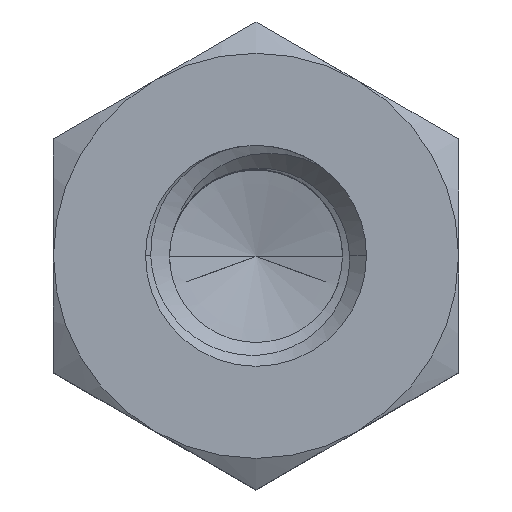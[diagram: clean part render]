
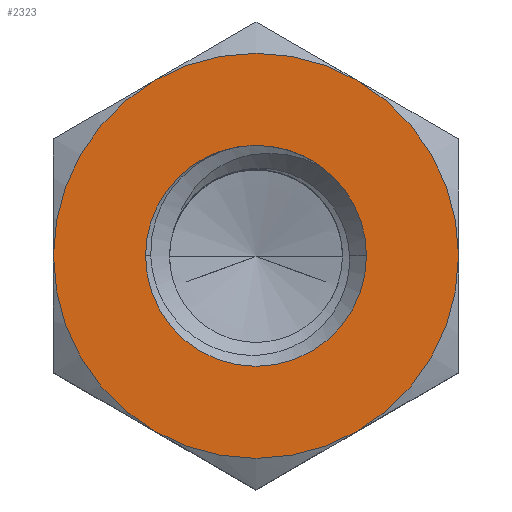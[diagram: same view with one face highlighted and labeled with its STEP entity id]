
A CAD part, top view. The second image highlights one B-rep face of the part: STEP entity #2323.
In plain terms, the highlighted planar face has unit normal (0, 0, 1).
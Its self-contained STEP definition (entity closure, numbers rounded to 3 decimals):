
#6 = EDGE_CURVE ( 'NONE', #2711, #2314, #1577, .T. ) ;
#19 = DIRECTION ( 'NONE',  ( 0., 0., 1. ) ) ;
#78 = DIRECTION ( 'NONE',  ( 0., 0., -1. ) ) ;
#142 = CIRCLE ( 'NONE', #2456, 2.75 ) ;
#155 = CARTESIAN_POINT ( 'NONE',  ( 0., 0., 0. ) ) ;
#174 = CARTESIAN_POINT ( 'NONE',  ( 0., 0., 0. ) ) ;
#181 = DIRECTION ( 'NONE',  ( 0., 0., 1. ) ) ;
#195 = FACE_OUTER_BOUND ( 'NONE', #746, .T. ) ;
#261 = VERTEX_POINT ( 'NONE', #2296 ) ;
#303 = ORIENTED_EDGE ( 'NONE', *, *, #3845, .T. ) ;
#307 = EDGE_CURVE ( 'NONE', #2792, #1374, #636, .T. ) ;
#328 = AXIS2_PLACEMENT_3D ( 'NONE', #3443, #78, #2545 ) ;
#339 = CIRCLE ( 'NONE', #2995, 2.75 ) ;
#447 = AXIS2_PLACEMENT_3D ( 'NONE', #930, #2459, #634 ) ;
#452 = CARTESIAN_POINT ( 'NONE',  ( 0.876, 1.218, 0. ) ) ;
#496 = CARTESIAN_POINT ( 'NONE',  ( -1.5, 0., 0. ) ) ;
#501 = ORIENTED_EDGE ( 'NONE', *, *, #2867, .T. ) ;
#517 = DIRECTION ( 'NONE',  ( 1., 0., 0. ) ) ;
#570 = DIRECTION ( 'NONE',  ( 1., 0., 0. ) ) ;
#618 = CARTESIAN_POINT ( 'NONE',  ( -1.375, 2.382, 0. ) ) ;
#634 = DIRECTION ( 'NONE',  ( 1., 0., 0. ) ) ;
#633 = DIRECTION ( 'NONE',  ( 1., 0., 0. ) ) ;
#636 = CIRCLE ( 'NONE', #2239, 2.75 ) ;
#746 = EDGE_LOOP ( 'NONE', ( #990, #3331, #303, #1181, #2630, #2402 ) ) ;
#784 = DIRECTION ( 'NONE',  ( 1., 0., 0. ) ) ;
#862 = EDGE_CURVE ( 'NONE', #3884, #2314, #1809, .T. ) ;
#874 = DIRECTION ( 'NONE',  ( 0., 0., -1. ) ) ;
#930 = CARTESIAN_POINT ( 'NONE',  ( 0., 0., 0. ) ) ;
#983 = VERTEX_POINT ( 'NONE', #3420 ) ;
#990 = ORIENTED_EDGE ( 'NONE', *, *, #1637, .T. ) ;
#1123 = CARTESIAN_POINT ( 'NONE',  ( 0., 0., 0. ) ) ;
#1154 = DIRECTION ( 'NONE',  ( 1., 0., 0. ) ) ;
#1162 = CIRCLE ( 'NONE', #328, 1.5 ) ;
#1181 = ORIENTED_EDGE ( 'NONE', *, *, #307, .T. ) ;
#1187 = DIRECTION ( 'NONE',  ( 1., 0., 0. ) ) ;
#1374 = VERTEX_POINT ( 'NONE', #2801 ) ;
#1456 = PLANE ( 'NONE',  #3066 ) ;
#1471 = AXIS2_PLACEMENT_3D ( 'NONE', #3703, #2721, #570 ) ;
#1577 = CIRCLE ( 'NONE', #2173, 1.5 ) ;
#1609 = FACE_BOUND ( 'NONE', #2244, .T. ) ;
#1637 = EDGE_CURVE ( 'NONE', #2074, #261, #142, .T. ) ;
#1643 = AXIS2_PLACEMENT_3D ( 'NONE', #3135, #3445, #633 ) ;
#1715 = ORIENTED_EDGE ( 'NONE', *, *, #862, .F. ) ;
#1776 = EDGE_CURVE ( 'NONE', #983, #2074, #2764, .T. ) ;
#1809 = CIRCLE ( 'NONE', #1471, 1.5 ) ;
#1843 = EDGE_CURVE ( 'NONE', #261, #3162, #3478, .T. ) ;
#1866 = CARTESIAN_POINT ( 'NONE',  ( 0., 0., 0. ) ) ;
#1909 = CARTESIAN_POINT ( 'NONE',  ( 1.375, -2.382, 0. ) ) ;
#2072 = DIRECTION ( 'NONE',  ( 0., 0., 1. ) ) ;
#2074 = VERTEX_POINT ( 'NONE', #1909 ) ;
#2081 = AXIS2_PLACEMENT_3D ( 'NONE', #1866, #19, #2175 ) ;
#2108 = DIRECTION ( 'NONE',  ( 1., 0., 0. ) ) ;
#2173 = AXIS2_PLACEMENT_3D ( 'NONE', #2390, #874, #1154 ) ;
#2175 = DIRECTION ( 'NONE',  ( 1., 0., 0. ) ) ;
#2229 = ORIENTED_EDGE ( 'NONE', *, *, #2468, .T. ) ;
#2239 = AXIS2_PLACEMENT_3D ( 'NONE', #1123, #2072, #517 ) ;
#2244 = EDGE_LOOP ( 'NONE', ( #1715, #2229, #501, #2613 ) ) ;
#2296 = CARTESIAN_POINT ( 'NONE',  ( 2.75, 0., 0. ) ) ;
#2314 = VERTEX_POINT ( 'NONE', #3995 ) ;
#2323 = ADVANCED_FACE ( 'NONE', ( #1609, #195 ), #1456, .T. ) ;
#2390 = CARTESIAN_POINT ( 'NONE',  ( 0., 0., 0. ) ) ;
#2395 = EDGE_CURVE ( 'NONE', #1374, #983, #3695, .T. ) ;
#2402 = ORIENTED_EDGE ( 'NONE', *, *, #1776, .T. ) ;
#2456 = AXIS2_PLACEMENT_3D ( 'NONE', #155, #181, #2658 ) ;
#2459 = DIRECTION ( 'NONE',  ( 0., 0., 1. ) ) ;
#2468 = EDGE_CURVE ( 'NONE', #3884, #2652, #1162, .T. ) ;
#2545 = DIRECTION ( 'NONE',  ( 1., 0., 0. ) ) ;
#2602 = AXIS2_PLACEMENT_3D ( 'NONE', #3016, #3339, #1187 ) ;
#2613 = ORIENTED_EDGE ( 'NONE', *, *, #6, .T. ) ;
#2630 = ORIENTED_EDGE ( 'NONE', *, *, #2395, .T. ) ;
#2652 = VERTEX_POINT ( 'NONE', #3201 ) ;
#2658 = DIRECTION ( 'NONE',  ( 1., 0., 0. ) ) ;
#2711 = VERTEX_POINT ( 'NONE', #496 ) ;
#2721 = DIRECTION ( 'NONE',  ( 0., 0., 1. ) ) ;
#2764 = CIRCLE ( 'NONE', #2602, 2.75 ) ;
#2792 = VERTEX_POINT ( 'NONE', #618 ) ;
#2801 = CARTESIAN_POINT ( 'NONE',  ( -2.75, 0., 0. ) ) ;
#2849 = CARTESIAN_POINT ( 'NONE',  ( 1.375, 2.382, 0. ) ) ;
#2859 = CIRCLE ( 'NONE', #1643, 1.5 ) ;
#2867 = EDGE_CURVE ( 'NONE', #2652, #2711, #2859, .T. ) ;
#2995 = AXIS2_PLACEMENT_3D ( 'NONE', #174, #3242, #784 ) ;
#3016 = CARTESIAN_POINT ( 'NONE',  ( 0., 0., 0. ) ) ;
#3039 = DIRECTION ( 'NONE',  ( 0., 0., 1. ) ) ;
#3066 = AXIS2_PLACEMENT_3D ( 'NONE', #3330, #3039, #2108 ) ;
#3135 = CARTESIAN_POINT ( 'NONE',  ( 0., 0., 0. ) ) ;
#3162 = VERTEX_POINT ( 'NONE', #2849 ) ;
#3201 = CARTESIAN_POINT ( 'NONE',  ( 1.5, 0., 0. ) ) ;
#3242 = DIRECTION ( 'NONE',  ( 0., 0., 1. ) ) ;
#3330 = CARTESIAN_POINT ( 'NONE',  ( 0., 3.175, 0. ) ) ;
#3331 = ORIENTED_EDGE ( 'NONE', *, *, #1843, .T. ) ;
#3339 = DIRECTION ( 'NONE',  ( 0., 0., 1. ) ) ;
#3420 = CARTESIAN_POINT ( 'NONE',  ( -1.375, -2.382, 0. ) ) ;
#3443 = CARTESIAN_POINT ( 'NONE',  ( 0., 0., 0. ) ) ;
#3445 = DIRECTION ( 'NONE',  ( 0., 0., -1. ) ) ;
#3478 = CIRCLE ( 'NONE', #447, 2.75 ) ;
#3695 = CIRCLE ( 'NONE', #2081, 2.75 ) ;
#3703 = CARTESIAN_POINT ( 'NONE',  ( 0., 0., 0. ) ) ;
#3845 = EDGE_CURVE ( 'NONE', #3162, #2792, #339, .T. ) ;
#3884 = VERTEX_POINT ( 'NONE', #452 ) ;
#3995 = CARTESIAN_POINT ( 'NONE',  ( -0.248, 1.479, 0. ) ) ;
